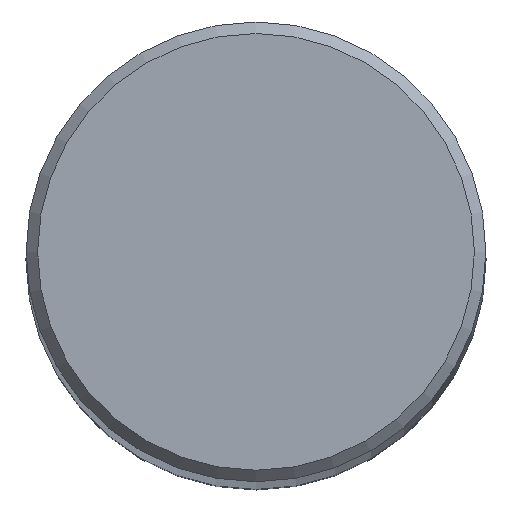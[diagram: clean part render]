
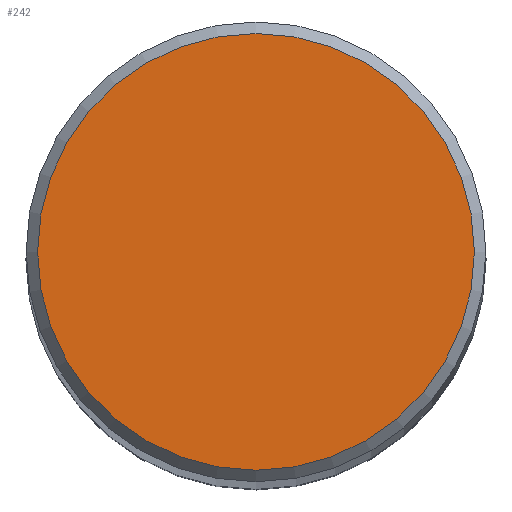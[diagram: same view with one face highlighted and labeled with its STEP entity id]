
A CAD part, top view. The second image highlights one B-rep face of the part: STEP entity #242.
In plain terms, the highlighted planar face has unit normal (0, 0, 1).
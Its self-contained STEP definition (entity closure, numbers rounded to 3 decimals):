
#193=FACE_OUTER_BOUND('',#407,.T.);
#242=ADVANCED_FACE('CU_CY_N4_SU_1',(#193),#304,.F.);
#304=PLANE('',#983);
#407=EDGE_LOOP('',(#493));
#493=ORIENTED_EDGE('',*,*,#796,.F.);
#716=VERTEX_POINT('',#1383);
#796=EDGE_CURVE('',#716,#716,#908,.T.);
#908=CIRCLE('',#982,9.491);
#982=AXIS2_PLACEMENT_3D('',#1382,#1100,#1101);
#983=AXIS2_PLACEMENT_3D('',#1384,#1102,#1103);
#1100=DIRECTION('',(0.,0.,-1.));
#1101=DIRECTION('',(-1.,0.,0.));
#1102=DIRECTION('',(0.,0.,-1.));
#1103=DIRECTION('',(-1.,0.,0.));
#1382=CARTESIAN_POINT('',(0.,0.,0.));
#1383=CARTESIAN_POINT('',(-9.491,0.,0.));
#1384=CARTESIAN_POINT('',(0.,0.,0.));
